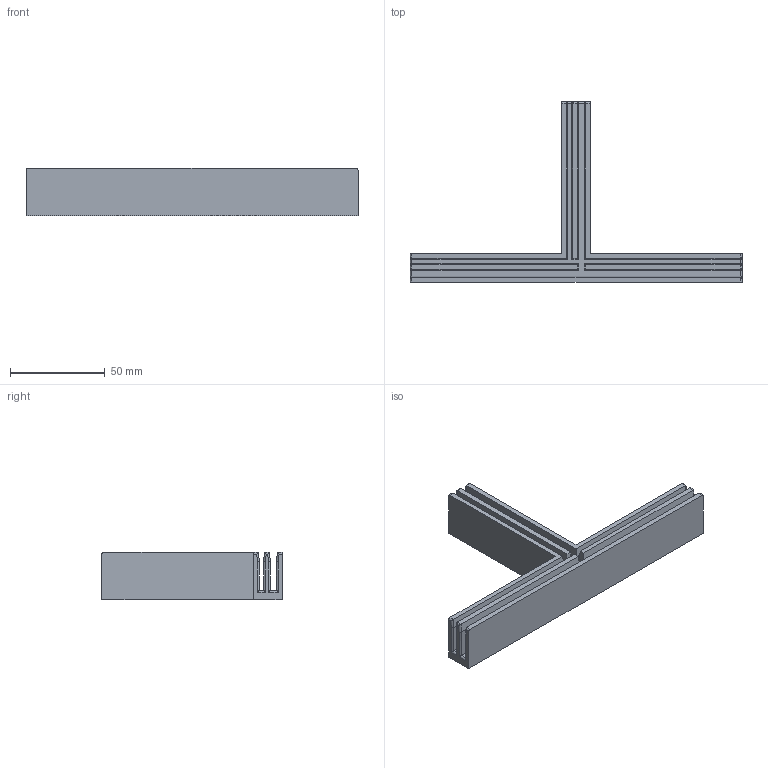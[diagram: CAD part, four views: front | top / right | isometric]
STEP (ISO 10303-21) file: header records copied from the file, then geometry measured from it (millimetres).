
FILE_DESCRIPTION(('FreeCAD Model'),'2;1');
FILE_NAME('Open CASCADE Shape Model','2024-03-10T19:18:09',(''),(''), 'Open CASCADE STEP processor 7.7','FreeCAD','Unknown');
FILE_SCHEMA(('AUTOMOTIVE_DESIGN { 1 0 10303 214 1 1 1 1 }'));
Length unit declared in the file: millimetre
Products named in the file (1): Body
Bounding box: 175 x 95 x 25 mm (x, y, z)
Volume: 66189.7 mm3; surface area: 40731.7 mm2
Topology: 1 solids, 1 shells, 83 faces, 199 edges, 118 vertices
Faces by surface type: plane 44, cylinder 39
Entity records: 2365 total; most frequent: DIRECTION 409, CARTESIAN_POINT 401, ORIENTED_EDGE 398, EDGE_CURVE 199, LINE 157, VECTOR 157, AXIS2_PLACEMENT_3D 126, VERTEX_POINT 118
